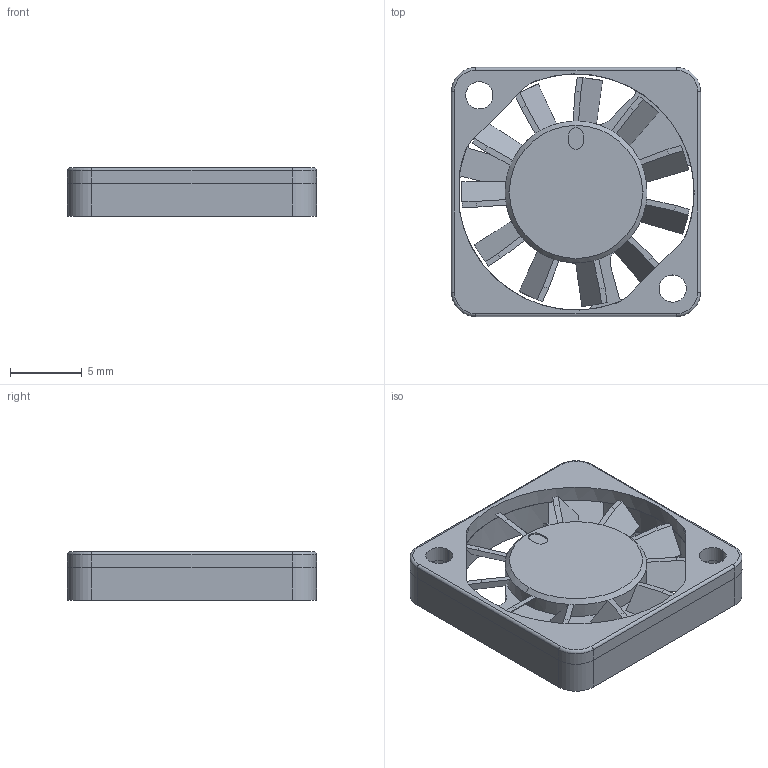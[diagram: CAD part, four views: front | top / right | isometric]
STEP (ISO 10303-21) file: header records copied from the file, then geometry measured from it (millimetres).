
FILE_DESCRIPTION((''),'2;1');
FILE_NAME('1703-NEW_ASM','2016-09-05T',('jewei.li'),(''),'PRO/ENGINEER BY PARAMETRIC TECHNOLOGY CORPORATION, 2009360','PRO/ENGINEER BY PARAMETRIC TECHNOLOGY CORPORATION, 2009360','');
FILE_SCHEMA(('AUTOMOTIVE_DESIGN_CC2 { 1 2 10303 214 -1 1 5 2 }'));
Length unit declared in the file: millimetre
Products named in the file (4): IMPELLER; PRT0079; PRT0080; 1703-NEW_ASM
Assembly tree (3 placements, depth 2):
  1703-NEW_ASM
    IMPELLER
    PRT0079
    PRT0080
Bounding box: 17.4 x 17.4 x 3.4 mm (x, y, z)
Volume: 423.7 mm3; surface area: 1352.5 mm2
Topology: 3 solids, 3 shells, 168 faces, 445 edges, 281 vertices
Faces by surface type: cylinder 76, plane 75, cone 13, torus 4
Entity records: 6357 total; most frequent: CARTESIAN_POINT 1121, DIRECTION 904, ORIENTED_EDGE 890, EDGE_CURVE 445, AXIS2_PLACEMENT_3D 372, COLOUR_RGB 332, VERTEX_POINT 281, PRESENTATION_STYLE_ASSIGNMENT 209
